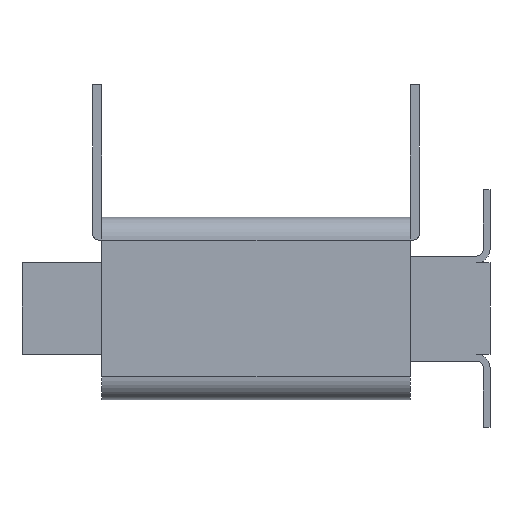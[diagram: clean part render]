
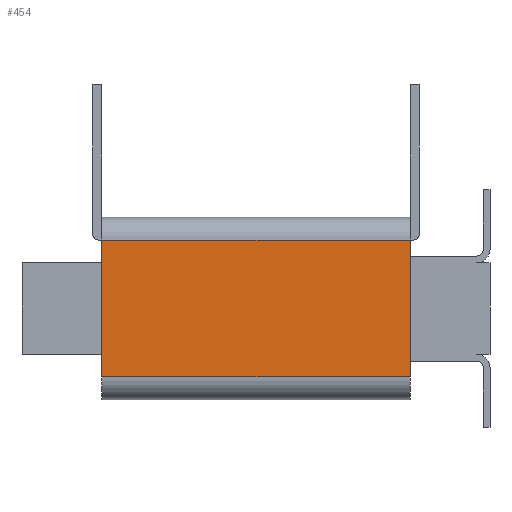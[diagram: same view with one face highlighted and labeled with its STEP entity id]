
A CAD part, left-side view. The second image highlights one B-rep face of the part: STEP entity #454.
In plain terms, the highlighted planar face has unit normal (-1, 0, 0).
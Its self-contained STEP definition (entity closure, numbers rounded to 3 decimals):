
#454=ADVANCED_FACE('',(#1288),#1290,.T.);
#1288=FACE_BOUND('',#1289,.T.);
#1289=EDGE_LOOP('',(#1986,#1987,#1988,#1989));
#1290=PLANE('',#1291);
#1291=AXIS2_PLACEMENT_3D('',#1292,#1293,#1294);
#1292=CARTESIAN_POINT('',(-120.,0.,-60.));
#1293=DIRECTION('',(-1.,0.,0.));
#1294=DIRECTION('',(0.,0.,1.));
#1986=ORIENTED_EDGE('',*,*,#2332,.T.);
#1987=ORIENTED_EDGE('',*,*,#2443,.T.);
#1988=ORIENTED_EDGE('',*,*,#2301,.F.);
#1989=ORIENTED_EDGE('',*,*,#2442,.F.);
#2301=EDGE_CURVE('',#2609,#2611,#2612,.T.);
#2332=EDGE_CURVE('',#2665,#2663,#2666,.T.);
#2442=EDGE_CURVE('',#2665,#2609,#2844,.T.);
#2443=EDGE_CURVE('',#2663,#2611,#2845,.T.);
#2609=VERTEX_POINT('',#3137);
#2611=VERTEX_POINT('',#3142);
#2612=LINE('',#3143,#3144);
#2663=VERTEX_POINT('',#3255);
#2665=VERTEX_POINT('',#3260);
#2666=LINE('',#3261,#3262);
#2844=LINE('',#3682,#3683);
#2845=LINE('',#3685,#3686);
#3137=CARTESIAN_POINT('',(-120.,135.,-60.));
#3142=CARTESIAN_POINT('',(-120.,135.,0.));
#3143=CARTESIAN_POINT('',(-120.,135.,-60.));
#3144=VECTOR('',#3145,1.);
#3145=DIRECTION('',(0.,0.,1.));
#3255=CARTESIAN_POINT('',(-120.,0.,0.));
#3260=CARTESIAN_POINT('',(-120.,0.,-60.));
#3261=CARTESIAN_POINT('',(-120.,0.,-60.));
#3262=VECTOR('',#3263,1.);
#3263=DIRECTION('',(0.,0.,1.));
#3682=CARTESIAN_POINT('',(-120.,0.,-60.));
#3683=VECTOR('',#3684,1.);
#3684=DIRECTION('',(0.,1.,0.));
#3685=CARTESIAN_POINT('',(-120.,0.,0.));
#3686=VECTOR('',#3687,1.);
#3687=DIRECTION('',(0.,1.,0.));
